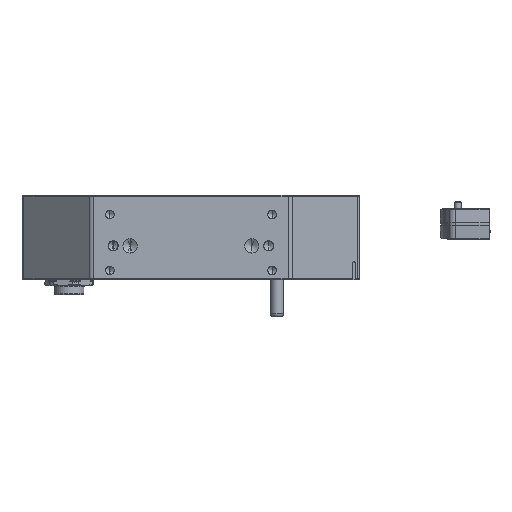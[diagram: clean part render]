
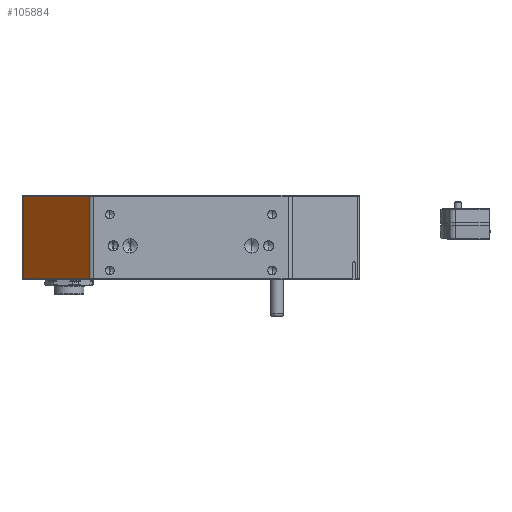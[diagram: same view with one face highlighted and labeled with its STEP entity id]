
A CAD part, left-side view. The second image highlights one B-rep face of the part: STEP entity #105884.
In plain terms, the highlighted planar face has unit normal (-0.707, 0.707, 0).
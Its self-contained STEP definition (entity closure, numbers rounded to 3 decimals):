
#803 = EDGE_CURVE ( 'NONE', #78549, #101092, #58378, .T. ) ;
#4706 = ORIENTED_EDGE ( 'NONE', *, *, #23106, .F. ) ;
#5536 = CARTESIAN_POINT ( 'NONE',  ( -98.828, 60.271, 49.5 ) ) ;
#8962 = VERTEX_POINT ( 'NONE', #5536 ) ;
#9736 = LINE ( 'NONE', #97960, #82137 ) ;
#11584 = CARTESIAN_POINT ( 'NONE',  ( -98.828, 60.271, 50. ) ) ;
#17435 = CARTESIAN_POINT ( 'NONE',  ( -60.271, 98.828, 49.5 ) ) ;
#23106 = EDGE_CURVE ( 'NONE', #8962, #101092, #58829, .T. ) ;
#30082 = FACE_OUTER_BOUND ( 'NONE', #118010, .T. ) ;
#33289 = ORIENTED_EDGE ( 'NONE', *, *, #803, .T. ) ;
#40374 = CARTESIAN_POINT ( 'NONE',  ( -98.828, 60.271, 0.5 ) ) ;
#49346 = CARTESIAN_POINT ( 'NONE',  ( -60.271, 98.828, 0.5 ) ) ;
#50194 = DIRECTION ( 'NONE',  ( 0., 0., -1. ) ) ;
#51710 = EDGE_CURVE ( 'NONE', #8962, #73650, #119553, .T. ) ;
#56524 = ORIENTED_EDGE ( 'NONE', *, *, #51710, .T. ) ;
#58378 = LINE ( 'NONE', #40374, #66739 ) ;
#58829 = LINE ( 'NONE', #78071, #102929 ) ;
#60668 = DIRECTION ( 'NONE',  ( 0.707, -0.707, 0. ) ) ;
#63977 = ORIENTED_EDGE ( 'NONE', *, *, #73399, .T. ) ;
#66739 = VECTOR ( 'NONE', #68963, 1000. ) ;
#68963 = DIRECTION ( 'NONE',  ( -0.707, -0.707, 0. ) ) ;
#69225 = DIRECTION ( 'NONE',  ( 0.707, 0.707, 0. ) ) ;
#73399 = EDGE_CURVE ( 'NONE', #73650, #78549, #9736, .T. ) ;
#73650 = VERTEX_POINT ( 'NONE', #110915 ) ;
#78071 = CARTESIAN_POINT ( 'NONE',  ( -98.828, 60.271, 50. ) ) ;
#78549 = VERTEX_POINT ( 'NONE', #49346 ) ;
#82137 = VECTOR ( 'NONE', #50194, 1000. ) ;
#84788 = VECTOR ( 'NONE', #69225, 1000. ) ;
#97960 = CARTESIAN_POINT ( 'NONE',  ( -60.271, 98.828, 50. ) ) ;
#101092 = VERTEX_POINT ( 'NONE', #130913 ) ;
#101098 = DIRECTION ( 'NONE',  ( 0.707, 0.707, 0. ) ) ;
#102929 = VECTOR ( 'NONE', #128452, 1000. ) ;
#105884 = ADVANCED_FACE ( 'NONE', ( #30082 ), #123586, .F. ) ;
#110915 = CARTESIAN_POINT ( 'NONE',  ( -60.271, 98.828, 49.5 ) ) ;
#113576 = AXIS2_PLACEMENT_3D ( 'NONE', #11584, #60668, #101098 ) ;
#118010 = EDGE_LOOP ( 'NONE', ( #4706, #56524, #63977, #33289 ) ) ;
#119553 = LINE ( 'NONE', #17435, #84788 ) ;
#123586 = PLANE ( 'NONE',  #113576 ) ;
#128452 = DIRECTION ( 'NONE',  ( 0., 0., -1. ) ) ;
#130913 = CARTESIAN_POINT ( 'NONE',  ( -98.828, 60.271, 0.5 ) ) ;
